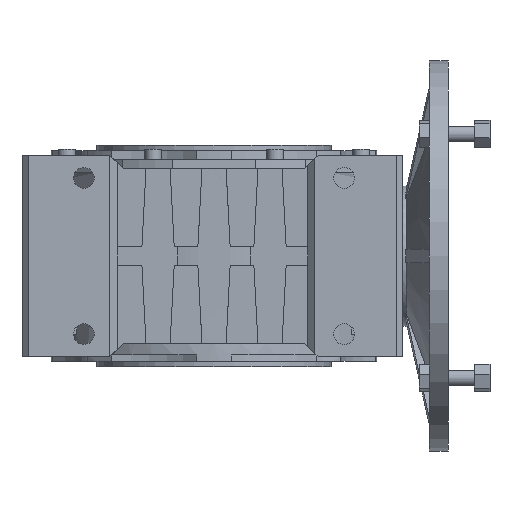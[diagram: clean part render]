
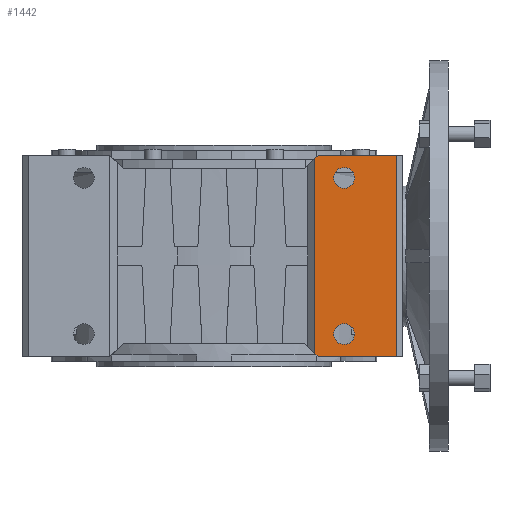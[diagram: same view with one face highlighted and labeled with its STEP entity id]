
A CAD part, front view. The second image highlights one B-rep face of the part: STEP entity #1442.
In plain terms, the highlighted face is planar.
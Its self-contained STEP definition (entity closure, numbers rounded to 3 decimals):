
#1442 = ADVANCED_FACE( '', ( #3463, #3464, #3465 ), #3466, .F. );
#3463 = FACE_BOUND( '', #6209, .T. );
#3464 = FACE_BOUND( '', #6210, .T. );
#3465 = FACE_OUTER_BOUND( '', #6211, .T. );
#3466 = PLANE( '', #6212 );
#6209 = EDGE_LOOP( '', ( #10482 ) );
#6210 = EDGE_LOOP( '', ( #10483 ) );
#6211 = EDGE_LOOP( '', ( #10484, #10485, #10486, #10487, #10488, #10489 ) );
#6212 = AXIS2_PLACEMENT_3D( '', #10490, #10491, #10492 );
#10482 = ORIENTED_EDGE( '', *, *, #16872, .F. );
#10483 = ORIENTED_EDGE( '', *, *, #16153, .F. );
#10484 = ORIENTED_EDGE( '', *, *, #16546, .T. );
#10485 = ORIENTED_EDGE( '', *, *, #16873, .T. );
#10486 = ORIENTED_EDGE( '', *, *, #16564, .F. );
#10487 = ORIENTED_EDGE( '', *, *, #16874, .T. );
#10488 = ORIENTED_EDGE( '', *, *, #16647, .F. );
#10489 = ORIENTED_EDGE( '', *, *, #16875, .T. );
#10490 = CARTESIAN_POINT( '', ( 77.5, -140., -147.5 ) );
#10491 = DIRECTION( '', ( 0., 0., 1. ) );
#10492 = DIRECTION( '', ( 1., 0., 0. ) );
#16153 = EDGE_CURVE( '', #19630, #19630, #19631, .F. );
#16546 = EDGE_CURVE( '', #20283, #20281, #20284, .T. );
#16564 = EDGE_CURVE( '', #20311, #20312, #20313, .T. );
#16647 = EDGE_CURVE( '', #20434, #20436, #20437, .T. );
#16872 = EDGE_CURVE( '', #20774, #20774, #20775, .F. );
#16873 = EDGE_CURVE( '', #20281, #20312, #20776, .T. );
#16874 = EDGE_CURVE( '', #20311, #20436, #20777, .T. );
#16875 = EDGE_CURVE( '', #20434, #20283, #20778, .T. );
#19630 = VERTEX_POINT( '', #24451 );
#19631 = CIRCLE( '', #24452, 8. );
#20281 = VERTEX_POINT( '', #25377 );
#20283 = VERTEX_POINT( '', #25380 );
#20284 = LINE( '', #25381, #25382 );
#20311 = VERTEX_POINT( '', #25422 );
#20312 = VERTEX_POINT( '', #25423 );
#20313 = LINE( '', #25424, #25425 );
#20434 = VERTEX_POINT( '', #25600 );
#20436 = VERTEX_POINT( '', #25603 );
#20437 = LINE( '', #25604, #25605 );
#20774 = VERTEX_POINT( '', #26077 );
#20775 = CIRCLE( '', #26078, 8. );
#20776 = LINE( '', #26079, #26080 );
#20777 = LINE( '', #26081, #26082 );
#20778 = LINE( '', #26083, #26084 );
#24451 = CARTESIAN_POINT( '', ( -52., -100., -147.5 ) );
#24452 = AXIS2_PLACEMENT_3D( '', #29630, #29631, #29632 );
#25377 = CARTESIAN_POINT( '', ( -77.5, -80., -147.5 ) );
#25380 = CARTESIAN_POINT( '', ( -77.5, -140., -147.5 ) );
#25381 = CARTESIAN_POINT( '', ( -77.5, -140., -147.5 ) );
#25382 = VECTOR( '', #30113, 1000. );
#25422 = CARTESIAN_POINT( '', ( 75., -77.5, -147.5 ) );
#25423 = CARTESIAN_POINT( '', ( -75., -77.5, -147.5 ) );
#25424 = CARTESIAN_POINT( '', ( 77.5, -77.5, -147.5 ) );
#25425 = VECTOR( '', #30133, 1000. );
#25600 = CARTESIAN_POINT( '', ( 77.5, -140., -147.5 ) );
#25603 = CARTESIAN_POINT( '', ( 77.5, -80., -147.5 ) );
#25604 = CARTESIAN_POINT( '', ( 77.5, -140., -147.5 ) );
#25605 = VECTOR( '', #30215, 1000. );
#26077 = CARTESIAN_POINT( '', ( 68., -100., -147.5 ) );
#26078 = AXIS2_PLACEMENT_3D( '', #30480, #30481, #30482 );
#26079 = CARTESIAN_POINT( '', ( -30., -32.5, -147.5 ) );
#26080 = VECTOR( '', #30483, 1000. );
#26081 = CARTESIAN_POINT( '', ( 107.5, -110., -147.5 ) );
#26082 = VECTOR( '', #30484, 1000. );
#26083 = CARTESIAN_POINT( '', ( 77.5, -140., -147.5 ) );
#26084 = VECTOR( '', #30485, 1000. );
#29630 = CARTESIAN_POINT( '', ( -60., -100., -147.5 ) );
#29631 = DIRECTION( '', ( 0., 0., 1. ) );
#29632 = DIRECTION( '', ( 1., 0., 0. ) );
#30113 = DIRECTION( '', ( 0., 1., 0. ) );
#30133 = DIRECTION( '', ( -1., 0., 0. ) );
#30215 = DIRECTION( '', ( 0., 1., 0. ) );
#30480 = CARTESIAN_POINT( '', ( 60., -100., -147.5 ) );
#30481 = DIRECTION( '', ( 0., 0., 1. ) );
#30482 = DIRECTION( '', ( 1., 0., 0. ) );
#30483 = DIRECTION( '', ( 0.707, 0.707, 0. ) );
#30484 = DIRECTION( '', ( 0.707, -0.707, 0. ) );
#30485 = DIRECTION( '', ( -1., 0., 0. ) );
